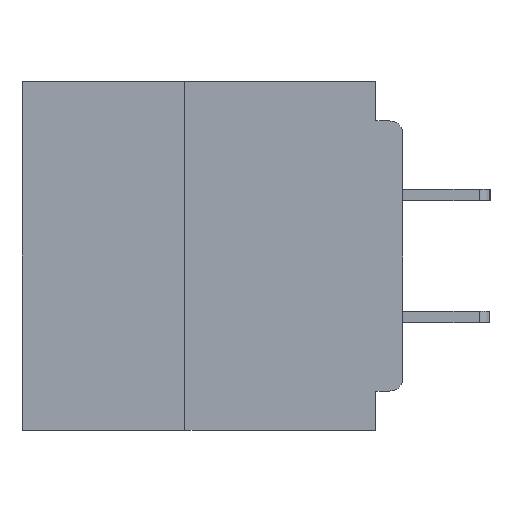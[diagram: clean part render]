
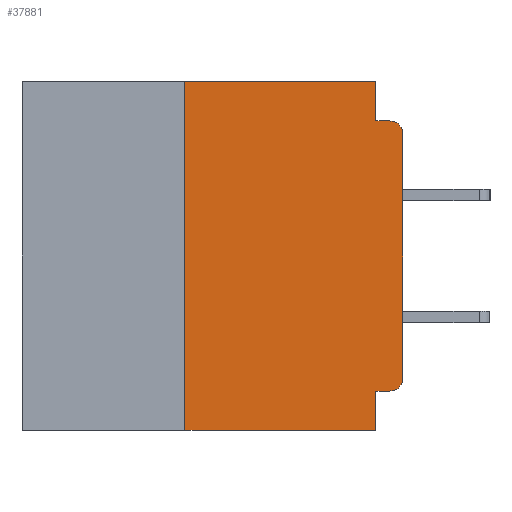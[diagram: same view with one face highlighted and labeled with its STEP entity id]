
A CAD part, left-side view. The second image highlights one B-rep face of the part: STEP entity #37881.
In plain terms, the highlighted planar face has unit normal (-1, 0, 0).
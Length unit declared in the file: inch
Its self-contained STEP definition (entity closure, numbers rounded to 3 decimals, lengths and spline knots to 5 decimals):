
#582 = EDGE_CURVE ( 'NONE', #21144, #16002, #36182, .T. ) ;
#1064 = VECTOR ( 'NONE', #25577, 39.37008 ) ;
#1089 = CIRCLE ( 'NONE', #13409, 0.015 ) ;
#1542 = VECTOR ( 'NONE', #11313, 39.37008 ) ;
#1814 = CARTESIAN_POINT ( 'NONE',  ( 0., 0.031, -0.4 ) ) ;
#2480 = LINE ( 'NONE', #8245, #1542 ) ;
#2834 = VERTEX_POINT ( 'NONE', #32478 ) ;
#3530 = LINE ( 'NONE', #28226, #34837 ) ;
#4246 = CARTESIAN_POINT ( 'NONE',  ( 0., 0., 0. ) ) ;
#4441 = VERTEX_POINT ( 'NONE', #4471 ) ;
#4464 = FACE_OUTER_BOUND ( 'NONE', #30639, .T. ) ;
#4471 = CARTESIAN_POINT ( 'NONE',  ( 0., 0.031, 0. ) ) ;
#4499 = DIRECTION ( 'NONE',  ( 0., 0., -1. ) ) ;
#4778 = ORIENTED_EDGE ( 'NONE', *, *, #11782, .F. ) ;
#5330 = CARTESIAN_POINT ( 'NONE',  ( 0., 0., -0.045 ) ) ;
#5572 = VECTOR ( 'NONE', #36921, 39.37008 ) ;
#6274 = EDGE_CURVE ( 'NONE', #20093, #36834, #20942, .T. ) ;
#6554 = DIRECTION ( 'NONE',  ( 0., 1., 0. ) ) ;
#6718 = DIRECTION ( 'NONE',  ( -1., 0., 0. ) ) ;
#8245 = CARTESIAN_POINT ( 'NONE',  ( 0., 0.437, -0.4 ) ) ;
#10441 = VERTEX_POINT ( 'NONE', #14451 ) ;
#10585 = VERTEX_POINT ( 'NONE', #21259 ) ;
#11166 = ORIENTED_EDGE ( 'NONE', *, *, #28558, .F. ) ;
#11284 = ORIENTED_EDGE ( 'NONE', *, *, #31964, .F. ) ;
#11313 = DIRECTION ( 'NONE',  ( 0., -1., 0. ) ) ;
#11563 = ORIENTED_EDGE ( 'NONE', *, *, #582, .F. ) ;
#11782 = EDGE_CURVE ( 'NONE', #16002, #4441, #3530, .T. ) ;
#12030 = VECTOR ( 'NONE', #19944, 39.37008 ) ;
#12640 = EDGE_CURVE ( 'NONE', #10441, #10585, #28302, .T. ) ;
#13178 = ORIENTED_EDGE ( 'NONE', *, *, #15883, .T. ) ;
#13409 = AXIS2_PLACEMENT_3D ( 'NONE', #33985, #15752, #36919 ) ;
#13486 = CARTESIAN_POINT ( 'NONE',  ( 0., 0.437, 0. ) ) ;
#13606 = LINE ( 'NONE', #15753, #5572 ) ;
#13655 = VERTEX_POINT ( 'NONE', #31648 ) ;
#13954 = CARTESIAN_POINT ( 'NONE',  ( 0., 0.015, -0.045 ) ) ;
#14451 = CARTESIAN_POINT ( 'NONE',  ( 0., 0.031, -0.355 ) ) ;
#15752 = DIRECTION ( 'NONE',  ( -1., 0., 0. ) ) ;
#15753 = CARTESIAN_POINT ( 'NONE',  ( 0., 0.031, 0. ) ) ;
#15883 = EDGE_CURVE ( 'NONE', #18775, #2834, #16190, .T. ) ;
#16002 = VERTEX_POINT ( 'NONE', #19846 ) ;
#16190 = LINE ( 'NONE', #4246, #1064 ) ;
#18114 = CARTESIAN_POINT ( 'NONE',  ( 0., 0.031, -0.045 ) ) ;
#18775 = VERTEX_POINT ( 'NONE', #24366 ) ;
#19160 = ORIENTED_EDGE ( 'NONE', *, *, #38637, .T. ) ;
#19846 = CARTESIAN_POINT ( 'NONE',  ( 0., 0.25, 0. ) ) ;
#19944 = DIRECTION ( 'NONE',  ( 0., 0., -1. ) ) ;
#19955 = VECTOR ( 'NONE', #38466, 39.37008 ) ;
#20093 = VERTEX_POINT ( 'NONE', #18114 ) ;
#20223 = ORIENTED_EDGE ( 'NONE', *, *, #12640, .F. ) ;
#20495 = ORIENTED_EDGE ( 'NONE', *, *, #25147, .T. ) ;
#20942 = LINE ( 'NONE', #5330, #19955 ) ;
#21144 = VERTEX_POINT ( 'NONE', #35748 ) ;
#21259 = CARTESIAN_POINT ( 'NONE',  ( 0., 0.031, -0.4 ) ) ;
#21728 = CARTESIAN_POINT ( 'NONE',  ( 0., 0., -0.355 ) ) ;
#22222 = DIRECTION ( 'NONE',  ( 0., -1., 0. ) ) ;
#22615 = PLANE ( 'NONE',  #28011 ) ;
#22758 = DIRECTION ( 'NONE',  ( 1., 0., 0. ) ) ;
#24366 = CARTESIAN_POINT ( 'NONE',  ( 0., 0., -0.34 ) ) ;
#25024 = CARTESIAN_POINT ( 'NONE',  ( 0., 0.015, -0.34 ) ) ;
#25079 = ORIENTED_EDGE ( 'NONE', *, *, #31375, .T. ) ;
#25147 = EDGE_CURVE ( 'NONE', #21144, #10585, #2480, .T. ) ;
#25577 = DIRECTION ( 'NONE',  ( 0., 0., 1. ) ) ;
#26512 = ORIENTED_EDGE ( 'NONE', *, *, #6274, .F. ) ;
#28011 = AXIS2_PLACEMENT_3D ( 'NONE', #13486, #22758, #4499 ) ;
#28069 = DIRECTION ( 'NONE',  ( 0., 0., -1. ) ) ;
#28226 = CARTESIAN_POINT ( 'NONE',  ( 0., 0.437, 0. ) ) ;
#28263 = VECTOR ( 'NONE', #30615, 39.37008 ) ;
#28302 = LINE ( 'NONE', #1814, #12030 ) ;
#28558 = EDGE_CURVE ( 'NONE', #4441, #20093, #13606, .T. ) ;
#29127 = AXIS2_PLACEMENT_3D ( 'NONE', #25024, #6718, #28069 ) ;
#30615 = DIRECTION ( 'NONE',  ( 0., 0., 1. ) ) ;
#30639 = EDGE_LOOP ( 'NONE', ( #13178, #19160, #26512, #11166, #4778, #11563, #20495, #20223, #11284, #25079 ) ) ;
#30828 = CARTESIAN_POINT ( 'NONE',  ( 0., 0.25, -0.4 ) ) ;
#31375 = EDGE_CURVE ( 'NONE', #13655, #18775, #31560, .T. ) ;
#31560 = CIRCLE ( 'NONE', #29127, 0.015 ) ;
#31648 = CARTESIAN_POINT ( 'NONE',  ( 0., 0.015, -0.355 ) ) ;
#31964 = EDGE_CURVE ( 'NONE', #13655, #10441, #32925, .T. ) ;
#32478 = CARTESIAN_POINT ( 'NONE',  ( 0., 0., -0.06 ) ) ;
#32925 = LINE ( 'NONE', #21728, #38864 ) ;
#33985 = CARTESIAN_POINT ( 'NONE',  ( 0., 0.015, -0.06 ) ) ;
#34837 = VECTOR ( 'NONE', #22222, 39.37008 ) ;
#35748 = CARTESIAN_POINT ( 'NONE',  ( 0., 0.25, -0.4 ) ) ;
#36182 = LINE ( 'NONE', #30828, #28263 ) ;
#36834 = VERTEX_POINT ( 'NONE', #13954 ) ;
#36919 = DIRECTION ( 'NONE',  ( 0., 0., -1. ) ) ;
#36921 = DIRECTION ( 'NONE',  ( 0., 0., -1. ) ) ;
#37881 = ADVANCED_FACE ( 'NONE', ( #4464 ), #22615, .F. ) ;
#38466 = DIRECTION ( 'NONE',  ( 0., -1., 0. ) ) ;
#38637 = EDGE_CURVE ( 'NONE', #2834, #36834, #1089, .T. ) ;
#38864 = VECTOR ( 'NONE', #6554, 39.37008 ) ;
